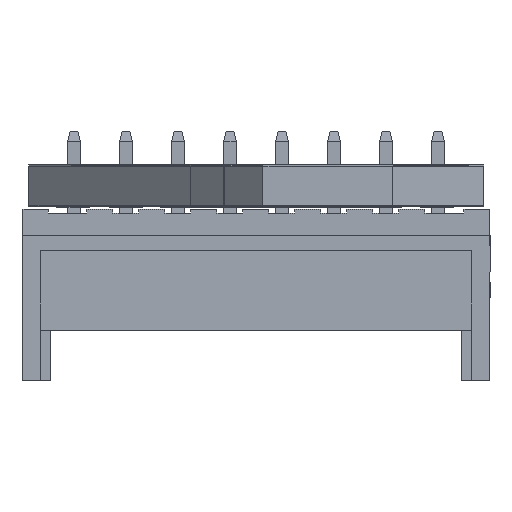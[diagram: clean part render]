
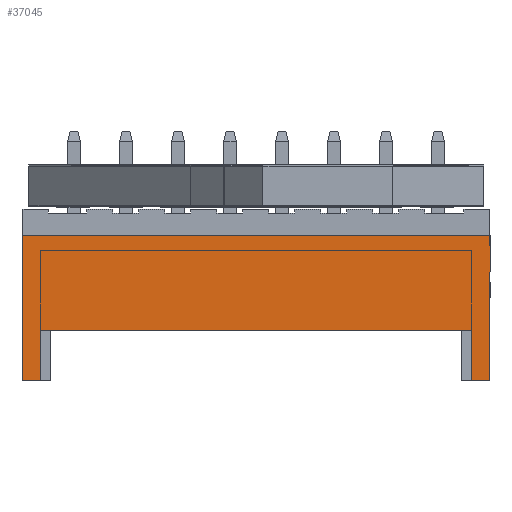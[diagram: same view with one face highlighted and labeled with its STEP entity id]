
A CAD part, front view. The second image highlights one B-rep face of the part: STEP entity #37045.
In plain terms, the highlighted face is planar.
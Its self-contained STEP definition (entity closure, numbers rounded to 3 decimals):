
#2469=PLANE('',#40331);
#4547=FACE_OUTER_BOUND('',#7097,.T.);
#7097=EDGE_LOOP('',(#34277,#34278,#34279,#34280,#34281,#34282,#34283,#34284));
#10488=LINE('',#59534,#14532);
#10756=LINE('',#60072,#14800);
#10780=LINE('',#60123,#14824);
#10784=LINE('',#60128,#14828);
#11084=LINE('',#60752,#15128);
#11124=LINE('',#60834,#15168);
#11137=LINE('',#60852,#15181);
#11142=LINE('',#60860,#15186);
#14532=VECTOR('',#49186,1.);
#14800=VECTOR('',#49654,1.);
#14824=VECTOR('',#49702,1.);
#14828=VECTOR('',#49708,1.);
#15128=VECTOR('',#50332,1.);
#15168=VECTOR('',#50416,1.);
#15181=VECTOR('',#50433,1.);
#15186=VECTOR('',#50442,1.);
#19094=VERTEX_POINT('',#59531);
#19095=VERTEX_POINT('',#59533);
#19264=VERTEX_POINT('',#60069);
#19265=VERTEX_POINT('',#60071);
#19280=VERTEX_POINT('',#60122);
#19442=VERTEX_POINT('',#60750);
#19462=VERTEX_POINT('',#60833);
#19465=VERTEX_POINT('',#60851);
#23796=EDGE_CURVE('',#19095,#19094,#10488,.T.);
#24066=EDGE_CURVE('',#19265,#19264,#10756,.T.);
#24090=EDGE_CURVE('',#19280,#19264,#10780,.T.);
#24094=EDGE_CURVE('',#19095,#19280,#10784,.T.);
#24396=EDGE_CURVE('',#19094,#19442,#11084,.T.);
#24436=EDGE_CURVE('',#19462,#19265,#11124,.T.);
#24449=EDGE_CURVE('',#19462,#19465,#11137,.T.);
#24454=EDGE_CURVE('',#19442,#19465,#11142,.T.);
#34277=ORIENTED_EDGE('',*,*,#23796,.T.);
#34278=ORIENTED_EDGE('',*,*,#24396,.T.);
#34279=ORIENTED_EDGE('',*,*,#24454,.T.);
#34280=ORIENTED_EDGE('',*,*,#24449,.F.);
#34281=ORIENTED_EDGE('',*,*,#24436,.T.);
#34282=ORIENTED_EDGE('',*,*,#24066,.T.);
#34283=ORIENTED_EDGE('',*,*,#24090,.F.);
#34284=ORIENTED_EDGE('',*,*,#24094,.F.);
#37045=ADVANCED_FACE('',(#4547),#2469,.T.);
#40331=AXIS2_PLACEMENT_3D('',#60861,#50443,#50444);
#49186=DIRECTION('',(-1.,0.,0.));
#49654=DIRECTION('',(0.,0.,-1.));
#49702=DIRECTION('',(1.,0.,0.));
#49708=DIRECTION('',(0.,0.,-1.));
#50332=DIRECTION('',(0.,0.,-1.));
#50416=DIRECTION('',(1.,0.,0.));
#50433=DIRECTION('',(0.,0.,-1.));
#50442=DIRECTION('',(-1.,0.,0.));
#50443=DIRECTION('center_axis',(0.,1.,0.));
#50444=DIRECTION('ref_axis',(-1.,0.,0.));
#59531=CARTESIAN_POINT('',(8.478,2.655,1.95));
#59533=CARTESIAN_POINT('',(25.078,2.655,1.95));
#59534=CARTESIAN_POINT('',(32.778,2.655,1.95));
#60069=CARTESIAN_POINT('',(25.778,2.655,0.));
#60071=CARTESIAN_POINT('',(25.778,2.655,5.6));
#60072=CARTESIAN_POINT('',(25.778,2.655,0.));
#60122=CARTESIAN_POINT('',(25.078,2.655,0.));
#60123=CARTESIAN_POINT('',(22.,2.655,0.));
#60128=CARTESIAN_POINT('',(25.078,2.655,0.));
#60750=CARTESIAN_POINT('',(8.478,2.655,0.));
#60752=CARTESIAN_POINT('',(8.478,2.655,0.));
#60833=CARTESIAN_POINT('',(7.778,2.655,5.6));
#60834=CARTESIAN_POINT('',(-6.444,2.655,5.6));
#60851=CARTESIAN_POINT('',(7.778,2.655,0.));
#60852=CARTESIAN_POINT('',(7.778,2.655,0.));
#60860=CARTESIAN_POINT('',(11.556,2.655,0.));
#60861=CARTESIAN_POINT('Origin',(42.335,2.655,2.529));
